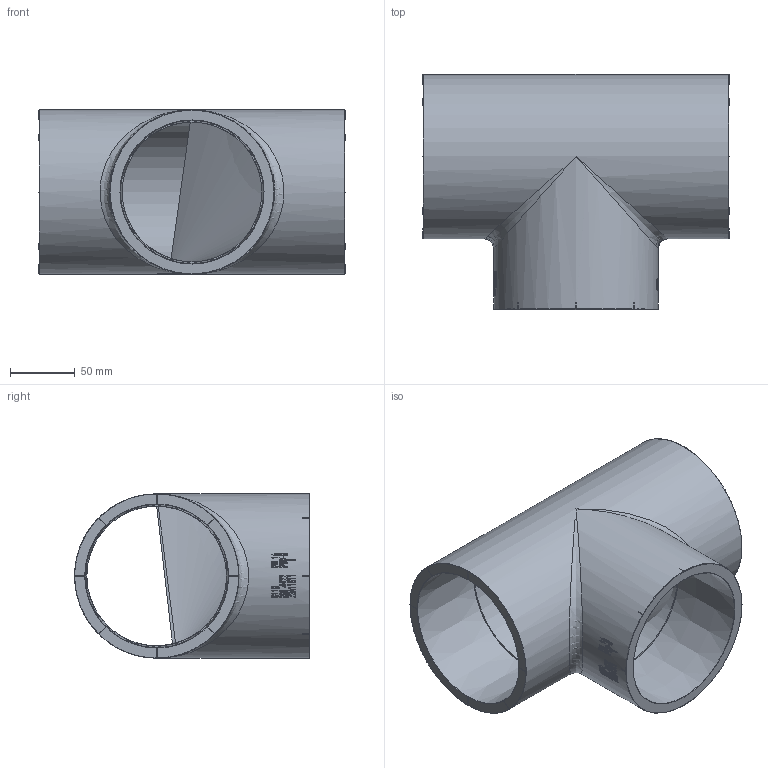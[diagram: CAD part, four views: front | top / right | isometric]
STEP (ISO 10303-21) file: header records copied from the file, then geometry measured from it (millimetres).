
FILE_DESCRIPTION(/* description */ (''),/* implementation_level */ '2;1');
FILE_NAME(/* name */ '110三通.stp',/* time_stamp */ '2024-07-06T10:41:01+08:00',/* author */ (''),/* organization */ (''),/* preprocessor_version */ 'ST-DEVELOPER v16',/* originating_system */ 'SIEMENS PLM Software NX 10.0',/* authorisation */ '');
FILE_SCHEMA (('AUTOMOTIVE_DESIGN { 1 0 10303 214 3 1 1 1 }'));
Length unit declared in the file: millimetre
Products named in the file (1): gelv12204B9B6ebq
Bounding box: 236.4 x 181.47 x 127.35 mm (x, y, z)
Volume: 905944 mm3; surface area: 216856.4 mm2
Topology: 1 solids, 1 shells, 383 faces, 925 edges, 611 vertices
Faces by surface type: plane 152, bspline 100, cylinder 74, sphere 48, torus 6, cone 3
Full cylindrical faces by diameter (mm): 107.9 x2, 126.95 x2
Entity records: 27478 total; most frequent: CARTESIAN_POINT 20214, ORIENTED_EDGE 1782, EDGE_CURVE 891, DIRECTION 856, B_SPLINE_CURVE_WITH_KNOTS 703, VERTEX_POINT 606, EDGE_LOOP 483, AXIS2_PLACEMENT_3D 384
